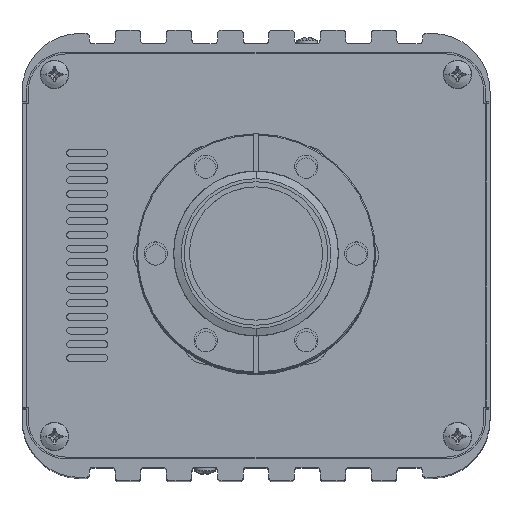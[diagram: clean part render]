
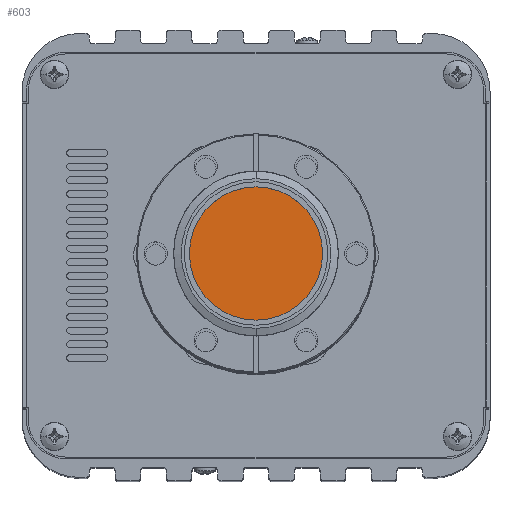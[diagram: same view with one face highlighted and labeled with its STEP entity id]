
A CAD part, top view. The second image highlights one B-rep face of the part: STEP entity #603.
In plain terms, the highlighted planar face has unit normal (0, 0, 1).
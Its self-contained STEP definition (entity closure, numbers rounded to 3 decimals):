
#603=ADVANCED_FACE('',(#10075),#10074,.T.);
#10074=PLANE('',#54494);
#10075=FACE_OUTER_BOUND('',#54495,.T.);
#54491=CARTESIAN_POINT('',(-40.53,-44.85,-2.));
#54492=DIRECTION('',(0.,0.,1.));
#54493=DIRECTION('',(1.,0.,0.));
#54494=AXIS2_PLACEMENT_3D('',#54491,#54492,#54493);
#54495=EDGE_LOOP('',(#93941,#93942));
#93941=ORIENTED_EDGE('',*,*,#117166,.F.);
#93942=ORIENTED_EDGE('',*,*,#117167,.F.);
#117166=EDGE_CURVE('',#140988,#140989,#140990,.T.);
#117167=EDGE_CURVE('',#140989,#140988,#140996,.T.);
#140988=VERTEX_POINT('',#217344);
#140989=VERTEX_POINT('',#217345);
#140990=CIRCLE('',#217349,19.5);
#140996=CIRCLE('',#217353,19.5);
#217344=CARTESIAN_POINT('',(0.,-19.5,-2.));
#217345=CARTESIAN_POINT('',(0.,19.5,-2.));
#217346=CARTESIAN_POINT('',(0.,0.,-2.));
#217347=DIRECTION('',(0.,0.,-1.));
#217348=DIRECTION('',(0.,1.,0.));
#217349=AXIS2_PLACEMENT_3D('',#217346,#217347,#217348);
#217350=CARTESIAN_POINT('',(0.,0.,-2.));
#217351=DIRECTION('',(0.,0.,-1.));
#217352=DIRECTION('',(0.,1.,0.));
#217353=AXIS2_PLACEMENT_3D('',#217350,#217351,#217352);
